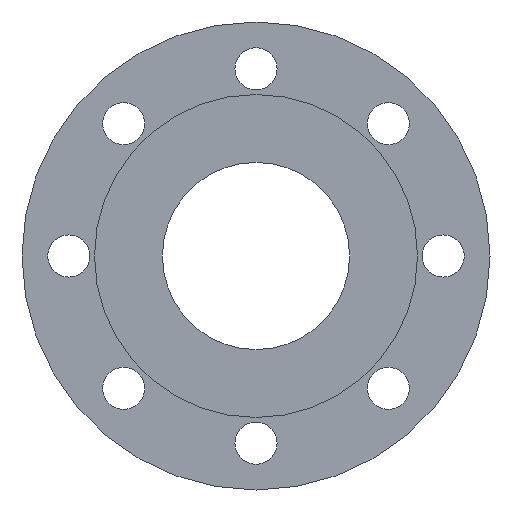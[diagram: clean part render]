
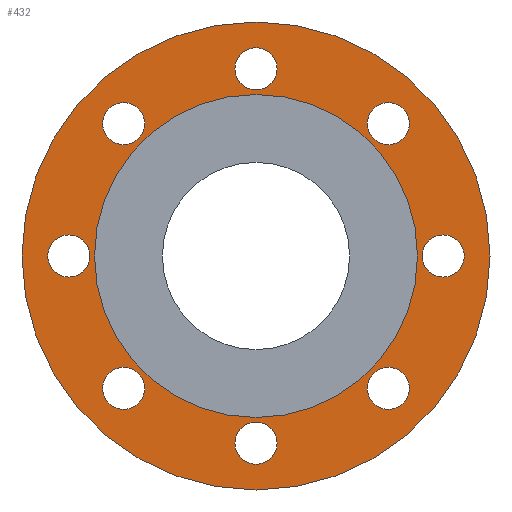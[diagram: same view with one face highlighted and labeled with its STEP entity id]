
A CAD part, left-side view. The second image highlights one B-rep face of the part: STEP entity #432.
In plain terms, the highlighted planar face has unit normal (-1, 0, 0).
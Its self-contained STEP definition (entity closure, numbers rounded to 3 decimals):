
#97=FACE_BOUND('',#156,.T.);
#98=FACE_BOUND('',#157,.T.);
#99=FACE_BOUND('',#158,.T.);
#100=FACE_BOUND('',#159,.T.);
#101=FACE_BOUND('',#160,.T.);
#102=FACE_BOUND('',#161,.T.);
#103=FACE_BOUND('',#162,.T.);
#104=FACE_BOUND('',#163,.T.);
#105=FACE_BOUND('',#164,.T.);
#109=PLANE('',#507);
#127=FACE_OUTER_BOUND('',#155,.T.);
#155=EDGE_LOOP('',(#387,#388));
#156=EDGE_LOOP('',(#389));
#157=EDGE_LOOP('',(#390));
#158=EDGE_LOOP('',(#391));
#159=EDGE_LOOP('',(#392));
#160=EDGE_LOOP('',(#393));
#161=EDGE_LOOP('',(#394));
#162=EDGE_LOOP('',(#395));
#163=EDGE_LOOP('',(#396));
#164=EDGE_LOOP('',(#397,#398));
#190=CIRCLE('',#459,9.);
#192=CIRCLE('',#462,9.);
#194=CIRCLE('',#465,9.);
#196=CIRCLE('',#468,9.);
#198=CIRCLE('',#471,9.);
#200=CIRCLE('',#474,9.);
#202=CIRCLE('',#477,9.);
#215=CIRCLE('',#494,9.);
#222=CIRCLE('',#505,69.);
#223=CIRCLE('',#506,69.);
#224=CIRCLE('',#508,100.);
#225=CIRCLE('',#509,100.);
#226=VERTEX_POINT('',#675);
#228=VERTEX_POINT('',#681);
#230=VERTEX_POINT('',#687);
#232=VERTEX_POINT('',#693);
#234=VERTEX_POINT('',#699);
#236=VERTEX_POINT('',#705);
#238=VERTEX_POINT('',#711);
#250=VERTEX_POINT('',#742);
#257=VERTEX_POINT('',#762);
#258=VERTEX_POINT('',#763);
#259=VERTEX_POINT('',#768);
#260=VERTEX_POINT('',#769);
#261=EDGE_CURVE('',#226,#226,#190,.T.);
#264=EDGE_CURVE('',#228,#228,#192,.T.);
#267=EDGE_CURVE('',#230,#230,#194,.T.);
#270=EDGE_CURVE('',#232,#232,#196,.T.);
#273=EDGE_CURVE('',#234,#234,#198,.T.);
#276=EDGE_CURVE('',#236,#236,#200,.T.);
#279=EDGE_CURVE('',#238,#238,#202,.T.);
#294=EDGE_CURVE('',#250,#250,#215,.T.);
#303=EDGE_CURVE('',#257,#258,#222,.T.);
#304=EDGE_CURVE('',#258,#257,#223,.T.);
#306=EDGE_CURVE('',#259,#260,#224,.T.);
#307=EDGE_CURVE('',#260,#259,#225,.T.);
#387=ORIENTED_EDGE('',*,*,#306,.F.);
#388=ORIENTED_EDGE('',*,*,#307,.F.);
#389=ORIENTED_EDGE('',*,*,#261,.T.);
#390=ORIENTED_EDGE('',*,*,#264,.T.);
#391=ORIENTED_EDGE('',*,*,#267,.T.);
#392=ORIENTED_EDGE('',*,*,#270,.T.);
#393=ORIENTED_EDGE('',*,*,#273,.T.);
#394=ORIENTED_EDGE('',*,*,#276,.T.);
#395=ORIENTED_EDGE('',*,*,#279,.T.);
#396=ORIENTED_EDGE('',*,*,#294,.T.);
#397=ORIENTED_EDGE('',*,*,#303,.T.);
#398=ORIENTED_EDGE('',*,*,#304,.T.);
#432=ADVANCED_FACE('face_432',(#127,#97,#98,#99,#100,#101,#102,#103,#104,#105),
#109,.T.);
#459=AXIS2_PLACEMENT_3D('',#676,#529,#530);
#462=AXIS2_PLACEMENT_3D('',#682,#536,#537);
#465=AXIS2_PLACEMENT_3D('',#688,#543,#544);
#468=AXIS2_PLACEMENT_3D('',#694,#550,#551);
#471=AXIS2_PLACEMENT_3D('',#700,#557,#558);
#474=AXIS2_PLACEMENT_3D('',#706,#564,#565);
#477=AXIS2_PLACEMENT_3D('',#712,#571,#572);
#494=AXIS2_PLACEMENT_3D('',#743,#607,#608);
#505=AXIS2_PLACEMENT_3D('',#764,#631,#632);
#506=AXIS2_PLACEMENT_3D('',#765,#633,#634);
#507=AXIS2_PLACEMENT_3D('',#767,#636,#637);
#508=AXIS2_PLACEMENT_3D('',#770,#638,#639);
#509=AXIS2_PLACEMENT_3D('',#771,#640,#641);
#529=DIRECTION('center_axis',(1.,0.,0.));
#530=DIRECTION('ref_axis',(0.,0.707,-0.707));
#536=DIRECTION('center_axis',(1.,0.,0.));
#537=DIRECTION('ref_axis',(0.,0.,-1.));
#543=DIRECTION('center_axis',(1.,0.,0.));
#544=DIRECTION('ref_axis',(0.,-0.707,-0.707));
#550=DIRECTION('center_axis',(1.,0.,0.));
#551=DIRECTION('ref_axis',(0.,-1.,0.));
#557=DIRECTION('center_axis',(1.,0.,0.));
#558=DIRECTION('ref_axis',(0.,-0.707,0.707));
#564=DIRECTION('center_axis',(1.,0.,0.));
#565=DIRECTION('ref_axis',(0.,0.,1.));
#571=DIRECTION('center_axis',(1.,0.,0.));
#572=DIRECTION('ref_axis',(0.,0.707,0.707));
#607=DIRECTION('center_axis',(1.,0.,0.));
#608=DIRECTION('ref_axis',(0.,1.,0.));
#631=DIRECTION('center_axis',(1.,0.,0.));
#632=DIRECTION('ref_axis',(0.,0.,-1.));
#633=DIRECTION('center_axis',(1.,0.,0.));
#634=DIRECTION('ref_axis',(0.,0.,-1.));
#636=DIRECTION('center_axis',(-1.,0.,0.));
#637=DIRECTION('ref_axis',(0.,0.,1.));
#638=DIRECTION('center_axis',(1.,0.,0.));
#639=DIRECTION('ref_axis',(0.,0.,-1.));
#640=DIRECTION('center_axis',(1.,0.,0.));
#641=DIRECTION('ref_axis',(0.,0.,-1.));
#675=CARTESIAN_POINT('',(3.,-62.933,-50.205));
#676=CARTESIAN_POINT('Origin',(3.,-56.569,-56.569));
#681=CARTESIAN_POINT('',(3.,-80.,9.));
#682=CARTESIAN_POINT('Origin',(3.,-80.,0.));
#687=CARTESIAN_POINT('',(3.,-50.205,62.933));
#688=CARTESIAN_POINT('Origin',(3.,-56.569,56.569));
#693=CARTESIAN_POINT('',(3.,9.,80.));
#694=CARTESIAN_POINT('Origin',(3.,0.,80.));
#699=CARTESIAN_POINT('',(3.,62.933,50.205));
#700=CARTESIAN_POINT('Origin',(3.,56.569,56.569));
#705=CARTESIAN_POINT('',(3.,80.,-9.));
#706=CARTESIAN_POINT('Origin',(3.,80.,0.));
#711=CARTESIAN_POINT('',(3.,50.205,-62.933));
#712=CARTESIAN_POINT('Origin',(3.,56.569,-56.569));
#742=CARTESIAN_POINT('',(3.,-9.,-80.));
#743=CARTESIAN_POINT('Origin',(3.,0.,-80.));
#762=CARTESIAN_POINT('',(3.,69.,0.));
#763=CARTESIAN_POINT('',(3.,-69.,0.));
#764=CARTESIAN_POINT('Origin',(3.,0.,0.));
#765=CARTESIAN_POINT('Origin',(3.,0.,0.));
#767=CARTESIAN_POINT('Origin',(3.,100.,0.));
#768=CARTESIAN_POINT('',(3.,100.,0.));
#769=CARTESIAN_POINT('',(3.,-100.,0.));
#770=CARTESIAN_POINT('Origin',(3.,0.,0.));
#771=CARTESIAN_POINT('Origin',(3.,0.,0.));
